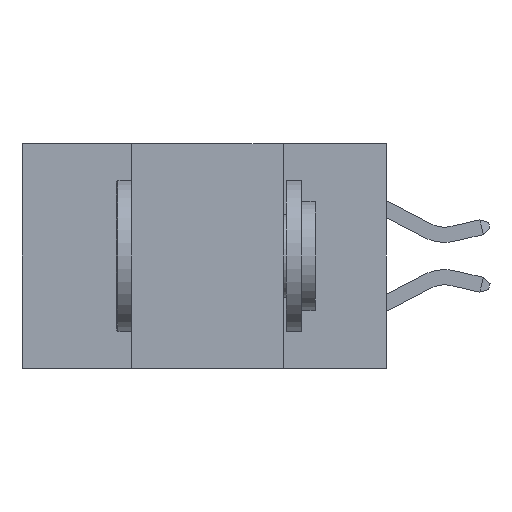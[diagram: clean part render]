
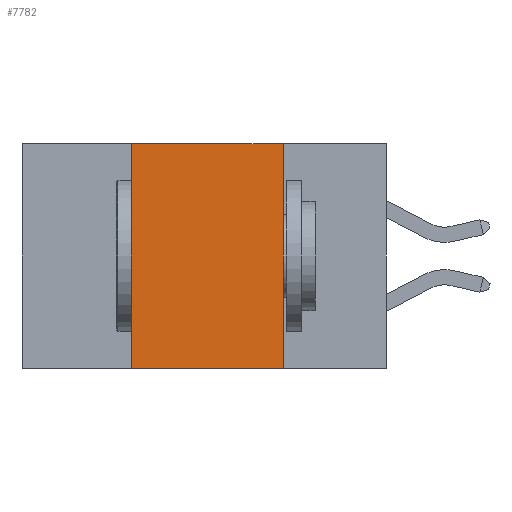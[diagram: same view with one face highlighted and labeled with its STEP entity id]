
A CAD part, left-side view. The second image highlights one B-rep face of the part: STEP entity #7782.
In plain terms, the highlighted planar face has unit normal (-1, 0, 0).
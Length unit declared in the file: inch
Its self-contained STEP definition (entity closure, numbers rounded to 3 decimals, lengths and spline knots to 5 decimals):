
#1202 = EDGE_LOOP ( 'NONE', ( #26430, #2410, #4816, #11664 ) ) ;
#1681 = CARTESIAN_POINT ( 'NONE',  ( 0., 0.17, -0.37 ) ) ;
#2410 = ORIENTED_EDGE ( 'NONE', *, *, #29315, .F. ) ;
#2441 = VERTEX_POINT ( 'NONE', #16733 ) ;
#4543 = CARTESIAN_POINT ( 'NONE',  ( 0., 0.42, -0.37 ) ) ;
#4816 = ORIENTED_EDGE ( 'NONE', *, *, #14294, .F. ) ;
#4888 = AXIS2_PLACEMENT_3D ( 'NONE', #15699, #20829, #5420 ) ;
#5420 = DIRECTION ( 'NONE',  ( 0., 0., -1. ) ) ;
#6060 = EDGE_CURVE ( 'NONE', #23812, #8854, #10826, .T. ) ;
#6139 = VECTOR ( 'NONE', #6232, 39.37008 ) ;
#6232 = DIRECTION ( 'NONE',  ( 0., 0., 1. ) ) ;
#7782 = ADVANCED_FACE ( 'NONE', ( #24786 ), #18253, .F. ) ;
#8819 = CARTESIAN_POINT ( 'NONE',  ( 0., 0.42, 0. ) ) ;
#8854 = VERTEX_POINT ( 'NONE', #1681 ) ;
#9770 = VECTOR ( 'NONE', #31693, 39.37008 ) ;
#9844 = DIRECTION ( 'NONE',  ( 0., -1., 0. ) ) ;
#9916 = EDGE_CURVE ( 'NONE', #29901, #8854, #23459, .T. ) ;
#10826 = LINE ( 'NONE', #31508, #30307 ) ;
#11664 = ORIENTED_EDGE ( 'NONE', *, *, #9916, .T. ) ;
#12004 = LINE ( 'NONE', #20109, #24032 ) ;
#14294 = EDGE_CURVE ( 'NONE', #29901, #2441, #25829, .T. ) ;
#15699 = CARTESIAN_POINT ( 'NONE',  ( 0., 0.6, 0. ) ) ;
#16474 = CARTESIAN_POINT ( 'NONE',  ( 0., 0.6, -0.37 ) ) ;
#16733 = CARTESIAN_POINT ( 'NONE',  ( 0., 0.42, 0. ) ) ;
#18253 = PLANE ( 'NONE',  #4888 ) ;
#20109 = CARTESIAN_POINT ( 'NONE',  ( 0., 0.6, 0. ) ) ;
#20829 = DIRECTION ( 'NONE',  ( 1., 0., 0. ) ) ;
#23459 = LINE ( 'NONE', #16474, #9770 ) ;
#23812 = VERTEX_POINT ( 'NONE', #25156 ) ;
#24032 = VECTOR ( 'NONE', #9844, 39.37008 ) ;
#24786 = FACE_OUTER_BOUND ( 'NONE', #1202, .T. ) ;
#25156 = CARTESIAN_POINT ( 'NONE',  ( 0., 0.17, 0. ) ) ;
#25829 = LINE ( 'NONE', #8819, #6139 ) ;
#26430 = ORIENTED_EDGE ( 'NONE', *, *, #6060, .F. ) ;
#29315 = EDGE_CURVE ( 'NONE', #2441, #23812, #12004, .T. ) ;
#29901 = VERTEX_POINT ( 'NONE', #4543 ) ;
#30307 = VECTOR ( 'NONE', #31331, 39.37008 ) ;
#31331 = DIRECTION ( 'NONE',  ( 0., 0., -1. ) ) ;
#31508 = CARTESIAN_POINT ( 'NONE',  ( 0., 0.17, 0. ) ) ;
#31693 = DIRECTION ( 'NONE',  ( 0., -1., 0. ) ) ;
